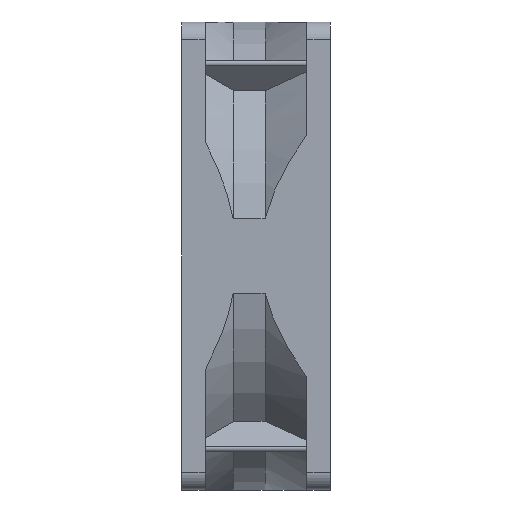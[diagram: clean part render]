
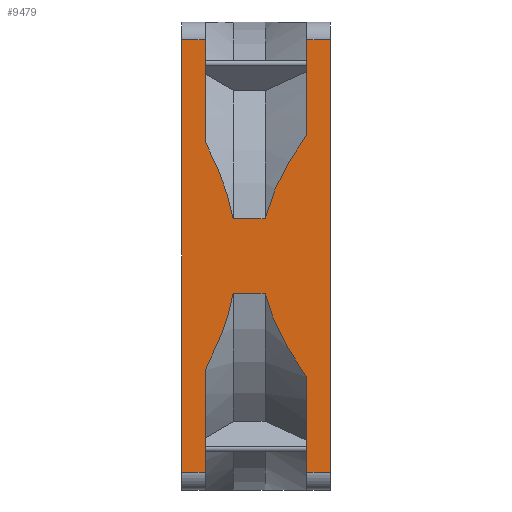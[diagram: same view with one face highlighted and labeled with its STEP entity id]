
A CAD part, left-side view. The second image highlights one B-rep face of the part: STEP entity #9479.
In plain terms, the highlighted planar face has unit normal (-1, 0, 0).
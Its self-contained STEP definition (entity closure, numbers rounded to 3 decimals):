
#2532=DIRECTION('',(0.,1.,0.));
#2533=VECTOR('',#2532,4.);
#2534=CARTESIAN_POINT('',(-40.,-12.28,37.));
#2535=LINE('',#2534,#2533);
#2536=DIRECTION('',(0.,0.,-1.));
#2537=VECTOR('',#2536,74.);
#2538=CARTESIAN_POINT('',(-40.,-12.28,37.));
#2539=LINE('',#2538,#2537);
#2540=DIRECTION('',(0.,0.,1.));
#2541=VECTOR('',#2540,16.26);
#2542=CARTESIAN_POINT('',(-40.,-8.28,-37.));
#2543=LINE('',#2542,#2541);
#2544=DIRECTION('',(0.,0.,-1.));
#2545=VECTOR('',#2544,17.455);
#2546=CARTESIAN_POINT('',(-40.,9.12,-19.545));
#2547=LINE('',#2546,#2545);
#2548=DIRECTION('',(0.,1.,0.));
#2549=VECTOR('',#2548,4.);
#2550=CARTESIAN_POINT('',(-40.,9.12,-37.));
#2551=LINE('',#2550,#2549);
#2552=DIRECTION('',(0.,0.,1.));
#2553=VECTOR('',#2552,74.);
#2554=CARTESIAN_POINT('',(-40.,13.12,-37.));
#2555=LINE('',#2554,#2553);
#2556=DIRECTION('',(0.,0.,-1.));
#2557=VECTOR('',#2556,17.455);
#2558=CARTESIAN_POINT('',(-40.,9.12,37.));
#2559=LINE('',#2558,#2557);
#2560=DIRECTION('',(0.,-1.,0.));
#2561=VECTOR('',#2560,5.458);
#2562=CARTESIAN_POINT('',(-40.,4.32,6.344));
#2563=LINE('',#2562,#2561);
#2564=CARTESIAN_POINT('',(-40.,-1.138,6.344));
#2565=CARTESIAN_POINT('',(-40.,-1.454,7.633));
#2566=CARTESIAN_POINT('',(-40.,-2.249,10.152));
#2567=CARTESIAN_POINT('',(-40.,-4.054,14.077));
#2568=CARTESIAN_POINT('',(-40.,-5.873,17.232));
#2569=CARTESIAN_POINT('',(-40.,-7.438,19.573));
#2570=CARTESIAN_POINT('',(-40.,-8.28,20.74));
#2572=DIRECTION('',(0.,0.,1.));
#2573=VECTOR('',#2572,16.26);
#2574=CARTESIAN_POINT('',(-40.,-8.28,20.74));
#2575=LINE('',#2574,#2573);
#2576=DIRECTION('',(0.,-1.,0.));
#2577=VECTOR('',#2576,4.);
#2578=CARTESIAN_POINT('',(-40.,-8.28,-37.));
#2579=LINE('',#2578,#2577);
#2727=CARTESIAN_POINT('',(-40.,9.12,-19.545));
#2728=CARTESIAN_POINT('',(-40.,8.286,-17.953));
#2729=CARTESIAN_POINT('',(-40.,6.826,-14.849));
#2730=CARTESIAN_POINT('',(-40.,5.262,-10.508));
#2731=CARTESIAN_POINT('',(-40.,4.576,-7.709));
#2732=CARTESIAN_POINT('',(-40.,4.32,-6.344));
#2747=DIRECTION('',(0.,-1.,0.));
#2748=VECTOR('',#2747,5.458);
#2749=CARTESIAN_POINT('',(-40.,4.32,-6.344));
#2750=LINE('',#2749,#2748);
#2763=CARTESIAN_POINT('',(-40.,-1.138,-6.344));
#2764=CARTESIAN_POINT('',(-40.,-1.271,-6.886));
#2765=CARTESIAN_POINT('',(-40.,-1.573,-7.98));
#2766=CARTESIAN_POINT('',(-40.,-2.134,-9.646));
#2767=CARTESIAN_POINT('',(-40.,-2.811,-11.348));
#2768=CARTESIAN_POINT('',(-40.,-3.61,-13.095));
#2769=CARTESIAN_POINT('',(-40.,-4.54,-14.893));
#2770=CARTESIAN_POINT('',(-40.,-5.614,-16.756));
#2771=CARTESIAN_POINT('',(-40.,-6.843,-18.694));
#2772=CARTESIAN_POINT('',(-40.,-7.781,-20.049));
#2773=CARTESIAN_POINT('',(-40.,-8.28,-20.74));
#2795=DIRECTION('',(0.,1.,0.));
#2796=VECTOR('',#2795,4.);
#2797=CARTESIAN_POINT('',(-40.,9.12,37.));
#2798=LINE('',#2797,#2796);
#2939=CARTESIAN_POINT('',(-40.,4.32,6.344));
#2940=CARTESIAN_POINT('',(-40.,4.507,7.341));
#2941=CARTESIAN_POINT('',(-40.,4.969,9.385));
#2942=CARTESIAN_POINT('',(-40.,6.087,12.866));
#2943=CARTESIAN_POINT('',(-40.,7.331,15.929));
#2944=CARTESIAN_POINT('',(-40.,8.478,18.319));
#2945=CARTESIAN_POINT('',(-40.,9.12,19.545));
#5583=CARTESIAN_POINT('',(-40.,-8.28,-37.));
#5584=CARTESIAN_POINT('',(-40.,-8.28,-20.74));
#5585=VERTEX_POINT('',#5583);
#5586=VERTEX_POINT('',#5584);
#5601=CARTESIAN_POINT('',(-40.,-8.28,20.74));
#5602=CARTESIAN_POINT('',(-40.,-8.28,37.));
#5603=VERTEX_POINT('',#5601);
#5604=VERTEX_POINT('',#5602);
#5755=CARTESIAN_POINT('',(-40.,9.12,-19.545));
#5756=CARTESIAN_POINT('',(-40.,9.12,-37.));
#5757=VERTEX_POINT('',#5755);
#5758=VERTEX_POINT('',#5756);
#5769=CARTESIAN_POINT('',(-40.,9.12,19.545));
#5770=VERTEX_POINT('',#5769);
#5771=CARTESIAN_POINT('',(-40.,9.12,37.));
#5772=VERTEX_POINT('',#5771);
#5816=CARTESIAN_POINT('',(-40.,4.32,6.344));
#5818=VERTEX_POINT('',#5816);
#5831=CARTESIAN_POINT('',(-40.,-1.138,6.344));
#5832=VERTEX_POINT('',#5831);
#5880=CARTESIAN_POINT('',(-40.,13.12,-37.));
#5881=VERTEX_POINT('',#5880);
#5882=CARTESIAN_POINT('',(-40.,-12.28,37.));
#5883=CARTESIAN_POINT('',(-40.,-12.28,-37.));
#5884=VERTEX_POINT('',#5882);
#5885=VERTEX_POINT('',#5883);
#5886=VERTEX_POINT('',#2763);
#5887=CARTESIAN_POINT('',(-40.,4.32,-6.344));
#5888=VERTEX_POINT('',#5887);
#5889=CARTESIAN_POINT('',(-40.,13.12,37.));
#5890=VERTEX_POINT('',#5889);
#9443=CARTESIAN_POINT('',(-40.,0.42,0.));
#9444=DIRECTION('',(1.,0.,0.));
#9445=DIRECTION('',(0.,0.,-1.));
#9446=AXIS2_PLACEMENT_3D('',#9443,#9444,#9445);
#9447=PLANE('',#9446);
#9448=ORIENTED_EDGE('',*,*,#9436,.F.);
#9449=ORIENTED_EDGE('',*,*,#6856,.T.);
#9451=ORIENTED_EDGE('',*,*,#9450,.F.);
#9453=ORIENTED_EDGE('',*,*,#9452,.T.);
#9455=ORIENTED_EDGE('',*,*,#9454,.F.);
#9457=ORIENTED_EDGE('',*,*,#9456,.F.);
#9459=ORIENTED_EDGE('',*,*,#9458,.F.);
#9461=ORIENTED_EDGE('',*,*,#9460,.T.);
#9463=ORIENTED_EDGE('',*,*,#9462,.T.);
#9464=ORIENTED_EDGE('',*,*,#9098,.T.);
#9466=ORIENTED_EDGE('',*,*,#9465,.F.);
#9468=ORIENTED_EDGE('',*,*,#9467,.T.);
#9470=ORIENTED_EDGE('',*,*,#9469,.F.);
#9472=ORIENTED_EDGE('',*,*,#9471,.T.);
#9474=ORIENTED_EDGE('',*,*,#9473,.T.);
#9476=ORIENTED_EDGE('',*,*,#9475,.T.);
#9477=EDGE_LOOP('',(#9448,#9449,#9451,#9453,#9455,#9457,#9459,#9461,#9463,#9464,
#9466,#9468,#9470,#9472,#9474,#9476));
#9478=FACE_OUTER_BOUND('',#9477,.F.);
#9479=ADVANCED_FACE('',(#9478),#9447,.F.);
#2571=B_SPLINE_CURVE_WITH_KNOTS('',3,(#2564,#2565,#2566,#2567,#2568,#2569,
#2570),.UNSPECIFIED.,.F.,.F.,(4,1,1,1,4),(0.,0.25,0.5,0.75,1.),
.UNSPECIFIED.);
#2733=B_SPLINE_CURVE_WITH_KNOTS('',3,(#2727,#2728,#2729,#2730,#2731,#2732),
.UNSPECIFIED.,.F.,.F.,(4,1,1,4),(0.,0.333,0.667,1.),
.UNSPECIFIED.);
#2774=B_SPLINE_CURVE_WITH_KNOTS('',3,(#2763,#2764,#2765,#2766,#2767,#2768,#2769,
#2770,#2771,#2772,#2773),.UNSPECIFIED.,.F.,.F.,(4,1,1,1,1,1,1,1,4),(0.,
0.125,0.25,0.375,0.5,0.625,0.75,0.875,1.),.UNSPECIFIED.);
#2946=B_SPLINE_CURVE_WITH_KNOTS('',3,(#2939,#2940,#2941,#2942,#2943,#2944,
#2945),.UNSPECIFIED.,.F.,.F.,(4,1,1,1,4),(0.,0.25,0.5,0.75,1.),
.UNSPECIFIED.);
#6856=EDGE_CURVE('',#5884,#5885,#2539,.T.);
#9098=EDGE_CURVE('',#5881,#5890,#2555,.T.);
#9436=EDGE_CURVE('',#5884,#5604,#2535,.T.);
#9450=EDGE_CURVE('',#5585,#5885,#2579,.T.);
#9452=EDGE_CURVE('',#5585,#5586,#2543,.T.);
#9454=EDGE_CURVE('',#5886,#5586,#2774,.T.);
#9456=EDGE_CURVE('',#5888,#5886,#2750,.T.);
#9458=EDGE_CURVE('',#5757,#5888,#2733,.T.);
#9460=EDGE_CURVE('',#5757,#5758,#2547,.T.);
#9462=EDGE_CURVE('',#5758,#5881,#2551,.T.);
#9465=EDGE_CURVE('',#5772,#5890,#2798,.T.);
#9467=EDGE_CURVE('',#5772,#5770,#2559,.T.);
#9469=EDGE_CURVE('',#5818,#5770,#2946,.T.);
#9471=EDGE_CURVE('',#5818,#5832,#2563,.T.);
#9473=EDGE_CURVE('',#5832,#5603,#2571,.T.);
#9475=EDGE_CURVE('',#5603,#5604,#2575,.T.);
